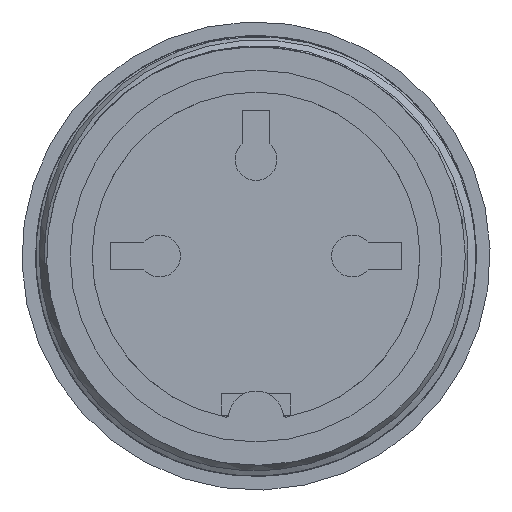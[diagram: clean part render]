
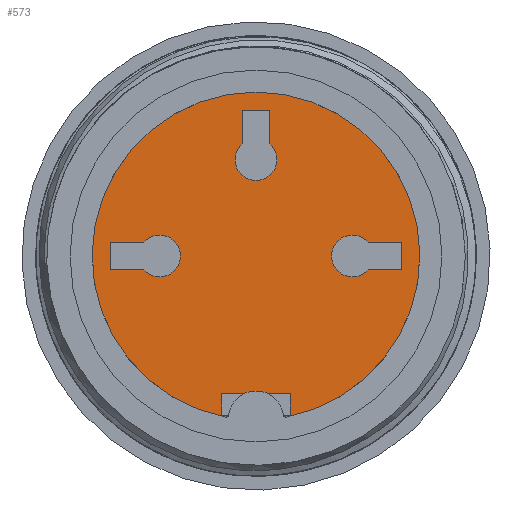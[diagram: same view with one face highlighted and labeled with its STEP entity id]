
A CAD part, front view. The second image highlights one B-rep face of the part: STEP entity #573.
In plain terms, the highlighted planar face has unit normal (0, -1, 0).
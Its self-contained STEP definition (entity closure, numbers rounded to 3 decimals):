
#388=LINE('',#2487,#451);
#389=LINE('',#2489,#452);
#390=LINE('',#2491,#453);
#394=LINE('',#2500,#457);
#397=LINE('',#2506,#460);
#400=LINE('',#2512,#463);
#404=LINE('',#2524,#467);
#407=LINE('',#2530,#470);
#410=LINE('',#2536,#473);
#414=LINE('',#2548,#477);
#417=LINE('',#2554,#480);
#420=LINE('',#2560,#483);
#451=VECTOR('',#1560,1.);
#452=VECTOR('',#1563,1.);
#453=VECTOR('',#1566,1.);
#457=VECTOR('',#1572,1.);
#460=VECTOR('',#1577,1.);
#463=VECTOR('',#1582,1.);
#467=VECTOR('',#1594,1.);
#470=VECTOR('',#1599,1.);
#473=VECTOR('',#1604,1.);
#477=VECTOR('',#1616,1.);
#480=VECTOR('',#1621,1.);
#483=VECTOR('',#1626,1.);
#512=PLANE('',#1379);
#573=ADVANCED_FACE('',(#637,#638,#639,#640),#512,.F.);
#637=FACE_BOUND('',#724,.T.);
#638=FACE_BOUND('',#725,.T.);
#639=FACE_BOUND('',#726,.T.);
#640=FACE_BOUND('',#727,.T.);
#724=EDGE_LOOP('',(#945,#946,#947,#948));
#725=EDGE_LOOP('',(#949,#950,#951,#952));
#726=EDGE_LOOP('',(#953,#954,#955,#956));
#727=EDGE_LOOP('',(#957,#958,#959,#960));
#945=ORIENTED_EDGE('',*,*,#1214,.T.);
#946=ORIENTED_EDGE('',*,*,#1220,.T.);
#947=ORIENTED_EDGE('',*,*,#1222,.F.);
#948=ORIENTED_EDGE('',*,*,#1217,.T.);
#949=ORIENTED_EDGE('',*,*,#1202,.T.);
#950=ORIENTED_EDGE('',*,*,#1208,.T.);
#951=ORIENTED_EDGE('',*,*,#1210,.F.);
#952=ORIENTED_EDGE('',*,*,#1205,.T.);
#953=ORIENTED_EDGE('',*,*,#1190,.T.);
#954=ORIENTED_EDGE('',*,*,#1196,.T.);
#955=ORIENTED_EDGE('',*,*,#1198,.F.);
#956=ORIENTED_EDGE('',*,*,#1193,.T.);
#957=ORIENTED_EDGE('',*,*,#1185,.T.);
#958=ORIENTED_EDGE('',*,*,#1179,.T.);
#959=ORIENTED_EDGE('',*,*,#1186,.T.);
#960=ORIENTED_EDGE('',*,*,#1184,.T.);
#1068=VERTEX_POINT('',#2478);
#1069=VERTEX_POINT('',#2479);
#1070=VERTEX_POINT('',#2484);
#1071=VERTEX_POINT('',#2486);
#1072=VERTEX_POINT('',#2494);
#1075=VERTEX_POINT('',#2499);
#1076=VERTEX_POINT('',#2503);
#1079=VERTEX_POINT('',#2511);
#1080=VERTEX_POINT('',#2518);
#1083=VERTEX_POINT('',#2523);
#1084=VERTEX_POINT('',#2527);
#1087=VERTEX_POINT('',#2535);
#1088=VERTEX_POINT('',#2542);
#1091=VERTEX_POINT('',#2547);
#1092=VERTEX_POINT('',#2551);
#1095=VERTEX_POINT('',#2559);
#1179=EDGE_CURVE('',#1068,#1069,#1276,.T.);
#1184=EDGE_CURVE('',#1070,#1071,#388,.T.);
#1185=EDGE_CURVE('',#1071,#1068,#389,.T.);
#1186=EDGE_CURVE('',#1069,#1070,#390,.T.);
#1190=EDGE_CURVE('',#1072,#1075,#394,.T.);
#1193=EDGE_CURVE('',#1076,#1072,#397,.T.);
#1196=EDGE_CURVE('',#1075,#1079,#400,.T.);
#1198=EDGE_CURVE('',#1076,#1079,#1278,.T.);
#1202=EDGE_CURVE('',#1080,#1083,#404,.T.);
#1205=EDGE_CURVE('',#1084,#1080,#407,.T.);
#1208=EDGE_CURVE('',#1083,#1087,#410,.T.);
#1210=EDGE_CURVE('',#1084,#1087,#1280,.T.);
#1214=EDGE_CURVE('',#1088,#1091,#414,.T.);
#1217=EDGE_CURVE('',#1092,#1088,#417,.T.);
#1220=EDGE_CURVE('',#1091,#1095,#420,.T.);
#1222=EDGE_CURVE('',#1092,#1095,#1282,.T.);
#1276=CIRCLE('',#1356,5.95);
#1278=CIRCLE('',#1365,0.76);
#1280=CIRCLE('',#1371,0.76);
#1282=CIRCLE('',#1377,0.76);
#1356=AXIS2_PLACEMENT_3D('',#2477,#1552,#1553);
#1365=AXIS2_PLACEMENT_3D('',#2515,#1587,#1588);
#1371=AXIS2_PLACEMENT_3D('',#2539,#1609,#1610);
#1377=AXIS2_PLACEMENT_3D('',#2563,#1631,#1632);
#1379=AXIS2_PLACEMENT_3D('',#2565,#1635,#1636);
#1552=DIRECTION('',(0.,-1.,0.));
#1553=DIRECTION('',(-1.,0.,0.));
#1560=DIRECTION('',(1.,0.,0.));
#1563=DIRECTION('',(0.,0.,-1.));
#1566=DIRECTION('',(0.,0.,1.));
#1572=DIRECTION('',(1.,0.,0.));
#1577=DIRECTION('',(0.,0.,1.));
#1582=DIRECTION('',(0.,0.,-1.));
#1587=DIRECTION('',(0.,-1.,0.));
#1588=DIRECTION('',(-1.,0.,0.));
#1594=DIRECTION('',(0.,0.,1.));
#1599=DIRECTION('',(-1.,0.,0.));
#1604=DIRECTION('',(1.,0.,0.));
#1609=DIRECTION('',(0.,-1.,0.));
#1610=DIRECTION('',(0.,0.,-1.));
#1616=DIRECTION('',(0.,0.,-1.));
#1621=DIRECTION('',(1.,0.,0.));
#1626=DIRECTION('',(-1.,0.,0.));
#1631=DIRECTION('',(0.,-1.,0.));
#1632=DIRECTION('',(0.,0.,1.));
#1635=DIRECTION('',(0.,1.,0.));
#1636=DIRECTION('',(0.,0.,-1.));
#2477=CARTESIAN_POINT('',(0.,8.3,0.));
#2478=CARTESIAN_POINT('',(1.25,8.3,-5.817));
#2479=CARTESIAN_POINT('',(-1.25,8.3,-5.817));
#2484=CARTESIAN_POINT('',(-1.25,8.3,-5.));
#2486=CARTESIAN_POINT('',(1.25,8.3,-5.));
#2487=CARTESIAN_POINT('',(-1.25,8.3,-5.));
#2489=CARTESIAN_POINT('',(1.25,8.3,-5.));
#2491=CARTESIAN_POINT('',(-1.25,8.3,-6.379));
#2494=CARTESIAN_POINT('',(-0.5,8.3,5.3));
#2499=CARTESIAN_POINT('',(0.5,8.3,5.3));
#2500=CARTESIAN_POINT('',(-0.5,8.3,5.3));
#2503=CARTESIAN_POINT('',(-0.5,8.3,4.072));
#2506=CARTESIAN_POINT('',(-0.5,8.3,4.072));
#2511=CARTESIAN_POINT('',(0.5,8.3,4.072));
#2512=CARTESIAN_POINT('',(0.5,8.3,5.3));
#2515=CARTESIAN_POINT('',(0.,8.3,3.5));
#2518=CARTESIAN_POINT('',(-5.3,8.3,-0.5));
#2523=CARTESIAN_POINT('',(-5.3,8.3,0.5));
#2524=CARTESIAN_POINT('',(-5.3,8.3,-0.5));
#2527=CARTESIAN_POINT('',(-4.072,8.3,-0.5));
#2530=CARTESIAN_POINT('',(-4.072,8.3,-0.5));
#2535=CARTESIAN_POINT('',(-4.072,8.3,0.5));
#2536=CARTESIAN_POINT('',(-5.3,8.3,0.5));
#2539=CARTESIAN_POINT('',(-3.5,8.3,0.));
#2542=CARTESIAN_POINT('',(5.3,8.3,0.5));
#2547=CARTESIAN_POINT('',(5.3,8.3,-0.5));
#2548=CARTESIAN_POINT('',(5.3,8.3,0.5));
#2551=CARTESIAN_POINT('',(4.072,8.3,0.5));
#2554=CARTESIAN_POINT('',(4.072,8.3,0.5));
#2559=CARTESIAN_POINT('',(4.072,8.3,-0.5));
#2560=CARTESIAN_POINT('',(5.3,8.3,-0.5));
#2563=CARTESIAN_POINT('',(3.5,8.3,0.));
#2565=CARTESIAN_POINT('',(0.,8.3,6.5));
